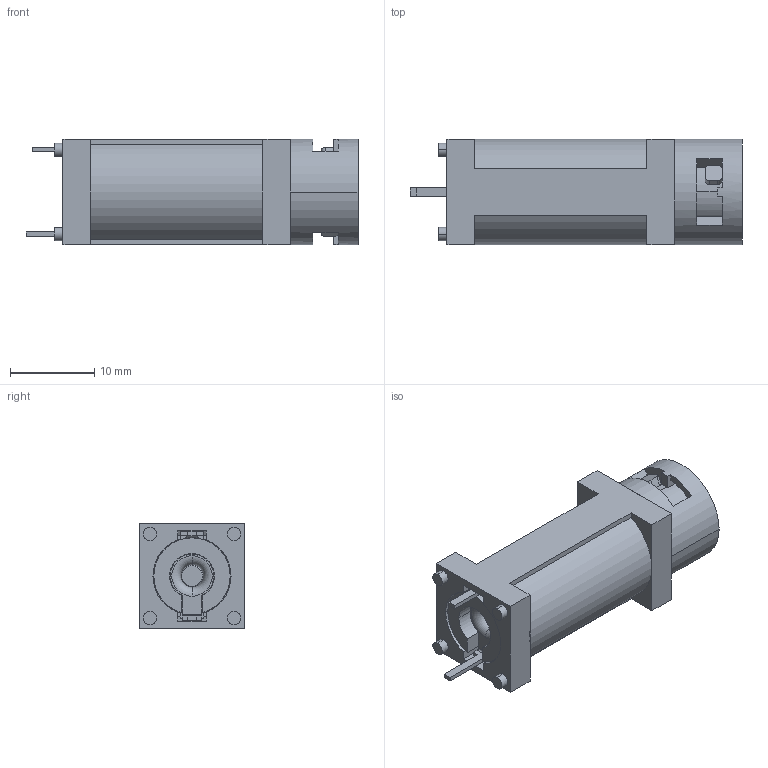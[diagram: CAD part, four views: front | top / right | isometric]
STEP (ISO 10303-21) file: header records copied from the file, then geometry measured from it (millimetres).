
FILE_DESCRIPTION(('STEP AP242'),'1');
FILE_NAME('fx0456.stp','2023-03-29T07:43:21',('TraceParts'),('TraceParts S.A.'),'Spatial InterOp 3D',' ',' ');
FILE_SCHEMA(('AP242_MANAGED_MODEL_BASED_3D_ENGINEERING_MIM_LF {1 0 10303 442 1 1 4}'));
Length unit declared in the file: millimetre
Products named in the file (1): fx0456_1
Bounding box: 39.44 x 12.5 x 12.5 mm (x, y, z)
Volume: 2545.1 mm3; surface area: 3961.9 mm2
Topology: 10 solids, 10 shells, 231 faces, 574 edges, 374 vertices
Faces by surface type: plane 149, cylinder 71, torus 8, cone 3
Entity records: 7027 total; most frequent: CARTESIAN_POINT 1307, DIRECTION 1230, ORIENTED_EDGE 1148, EDGE_CURVE 574, AXIS2_PLACEMENT_3D 435, VERTEX_POINT 374, LINE 360, VECTOR 360
